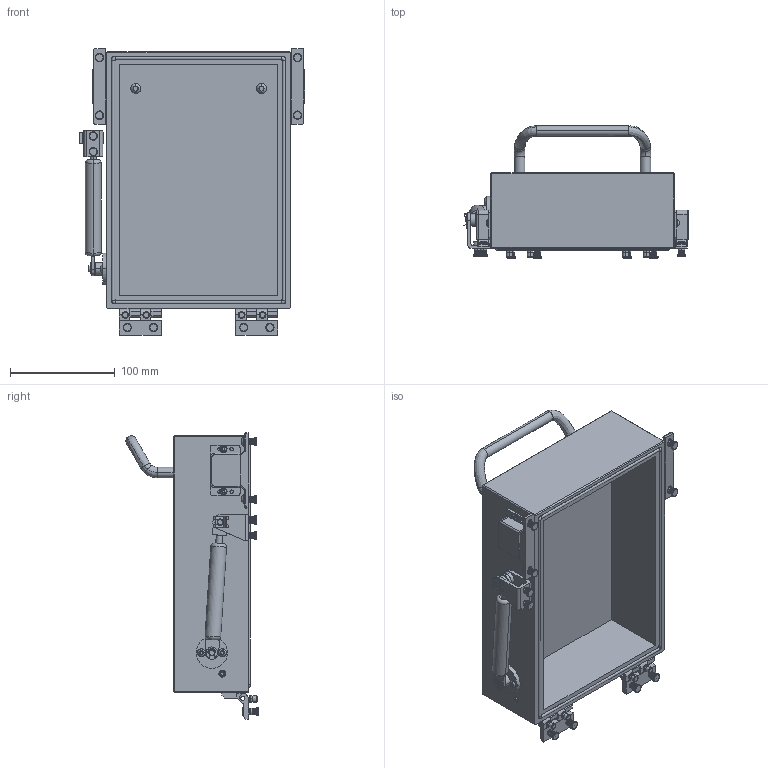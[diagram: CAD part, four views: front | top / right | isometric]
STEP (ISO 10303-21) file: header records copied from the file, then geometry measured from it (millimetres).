
FILE_DESCRIPTION (( 'STEP AP214' ), '1' );
FILE_NAME ('INGUN_17469.STEP', '2021-03-29T13:44:37', ( '' ), ( '' ), 'SwSTEP 2.0', 'SolidWorks 2018', '' );
FILE_SCHEMA (( 'AUTOMOTIVE_DESIGN' ));
Length unit declared in the file: millimetre
Products named in the file (29): 15537-2~0; DIN125~n_03,2 M03,0; DIN125~n_04,3 M04,0; 2207~0; INGUN_17469; 17281~0_S; DIN912~n_M04,0x008; 15537-1~0; 5107-Haube-11~0; ASR~-a-s-r_拱06,2x04x拌12; ISO7380~n_M03,0x010; 2348_2~0; 17984_1~2_ADPbefestigung<Standard>; 2348~0; DIN7991~n_M04,0x010; 17984~4_090ø<Standard>; ISO7380~n_M04,0x008; 4890~1; ISO7380~n_M04,0x010; 2348_3~0; ISO7380~n_M05,0x020; 17470~5; 35805~0_S; 17984_1~2_bearbeitet<Standard>; 2497~0_L„nge_125min <Standard>; 2833~0_d 5; 8577~1; 15536~0; 17053~2
Assembly tree (64 placements, depth 3):
  INGUN_17469
    17470~5
    2497~0_L„nge_125min <Standard>
    2348~0
      2348_3~0
      2348_2~0
    17053~2
    ASR~-a-s-r_拱06,2x04x拌12  x2
    2833~0_d 5
    8577~1
    17984~4_090ø<Standard>  x2
      17984_1~2_ADPbefestigung<Standard>
      17984_1~2_bearbeitet<Standard>
    5107-Haube-11~0
    15536~0  x2
      15537-1~0
      15537-2~0
    2207~0  x4
    17281~0_S  x4
    35805~0_S
    4890~1  x10
    ISO7380~n_M04,0x008  x4
    DIN125~n_04,3 M04,0  x4
    DIN125~n_03,2 M03,0  x4
    ISO7380~n_M04,0x010  x2
    ISO7380~n_M05,0x020  x2
    DIN912~n_M04,0x008  x2
    ISO7380~n_M03,0x010  x4
    DIN7991~n_M04,0x010  x4
Bounding box: 215 x 126.1 x 273.5 mm (x, y, z)
Volume: 1190544.2 mm3; surface area: 263451.8 mm2
Topology: 73 solids, 73 shells, 3009 faces, 7140 edges, 4596 vertices
Faces by surface type: plane 1769, cylinder 835, cone 210, torus 150, bspline 45
Entity records: 39268 total; most frequent: CARTESIAN_POINT 8085, DIRECTION 5849, ORIENTED_EDGE 5216, EDGE_CURVE 2608, AXIS2_PLACEMENT_3D 2273, VERTEX_POINT 1671, VECTOR 1303, LINE 1303
